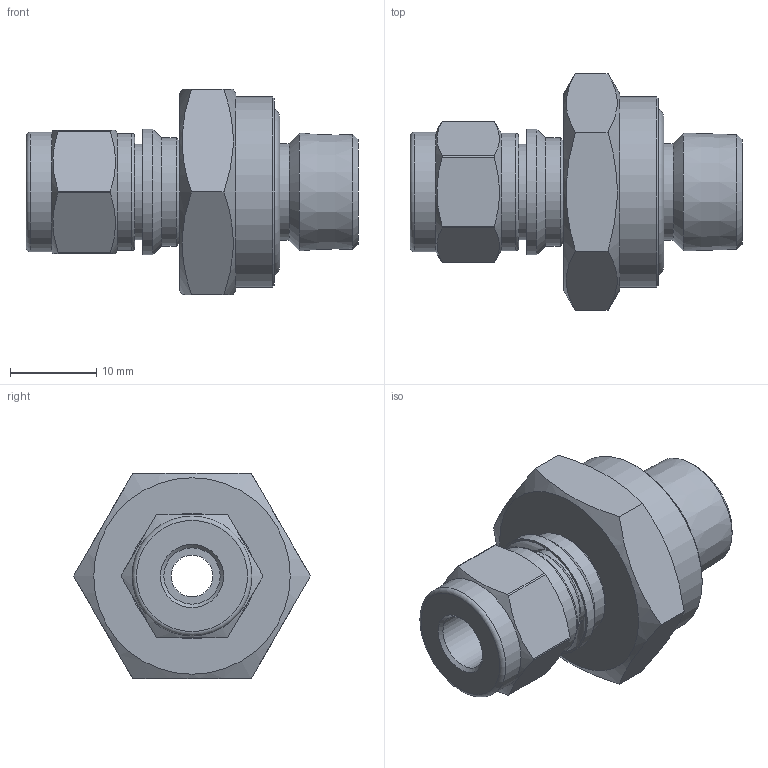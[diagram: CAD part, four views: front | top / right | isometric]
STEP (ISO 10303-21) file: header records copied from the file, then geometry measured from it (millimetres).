
FILE_DESCRIPTION(/* description */ (''),/* implementation_level */ '2;1');
FILE_NAME(/* name */ 'SOPCI-4-4N.stp',/* time_stamp */ '2022-05-24T11:01:39+09:00',/* author */ ('user'),/* organization */ (''),/* preprocessor_version */ 'ST-DEVELOPER v18.1',/* originating_system */ 'Autodesk Inventor 2022',/* authorisation */ '');
FILE_SCHEMA (('AUTOMOTIVE_DESIGN { 1 0 10303 214 3 1 1 }'));
Length unit declared in the file: millimetre
Products named in the file (1): SOPC-4-4R
Bounding box: 38.54 x 27.5 x 23.81 mm (x, y, z)
Volume: 7869.9 mm3; surface area: 4537.8 mm2
Topology: 1 solids, 1 shells, 60 faces, 130 edges, 81 vertices
Faces by surface type: plane 23, cylinder 19, cone 15, torus 3
Full cylindrical faces by diameter (mm): 4.826 x1, 6.55 x1, 9.4 x1, 10.1 x1, 11.112 x1, 11.2 x1, 12.6 x1, 13.6 x1, 13.9 x1, 14.5 x1, 14.6 x1, 19.9 x1, 22.1 x1
Entity records: 1659 total; most frequent: CARTESIAN_POINT 320, DIRECTION 288, ORIENTED_EDGE 260, EDGE_CURVE 130, AXIS2_PLACEMENT_3D 121, VERTEX_POINT 81, EDGE_LOOP 71, CIRCLE 60
